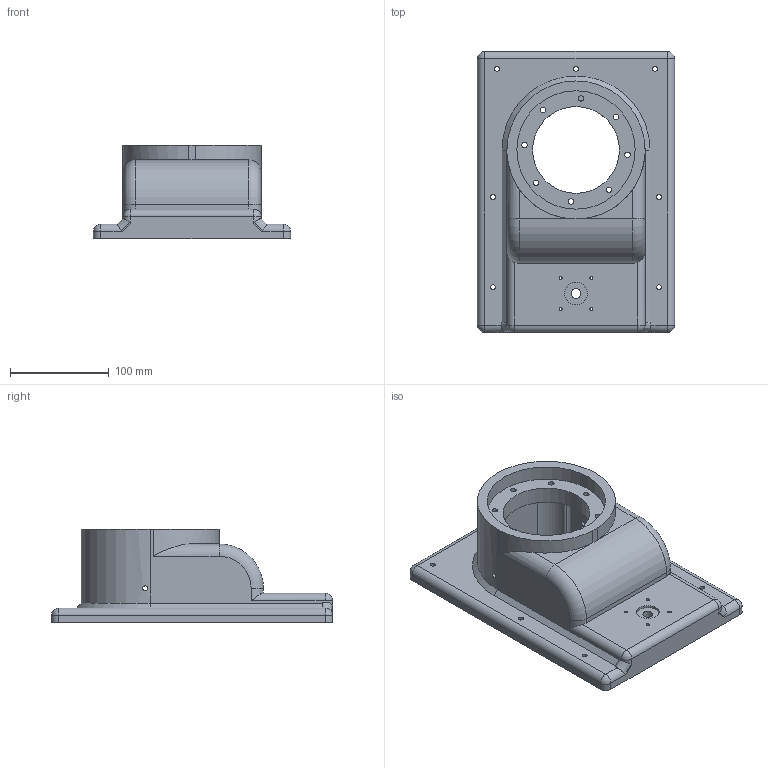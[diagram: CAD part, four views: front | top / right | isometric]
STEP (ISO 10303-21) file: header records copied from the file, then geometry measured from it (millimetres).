
FILE_DESCRIPTION(/* description */ (''),/* implementation_level */ '2;1');
FILE_NAME(/* name */ 'base.step',/* time_stamp */ '2022-05-07T20:36:52+08:00',/* author */ (''),/* organization */ (''),/* preprocessor_version */ 'ST-DEVELOPER v18.1',/* originating_system */ 'Autodesk Translation Framework v10.14.0.1471',/* authorisation */ '');
FILE_SCHEMA (('AUTOMOTIVE_DESIGN { 1 0 10303 214 3 1 1 }'));
Length unit declared in the file: millimetre
Products named in the file (1): base
Bounding box: 200 x 285 x 95 mm (x, y, z)
Volume: 1228046.7 mm3; surface area: 200882.3 mm2
Topology: 1 solids, 1 shells, 100 faces, 264 edges, 166 vertices
Faces by surface type: cylinder 56, plane 31, sphere 6, bspline 4, torus 2, cone 1
Full cylindrical faces by diameter (mm): 3.1 x4, 5 x7, 5.1 x3, 5.529 x7, 5.6 x1, 10 x1, 23 x1, 88 x1, 120 x1
Entity records: 3895 total; most frequent: CARTESIAN_POINT 1265, DIRECTION 539, ORIENTED_EDGE 528, EDGE_CURVE 264, AXIS2_PLACEMENT_3D 203, VERTEX_POINT 166, EDGE_LOOP 150, LINE 133
